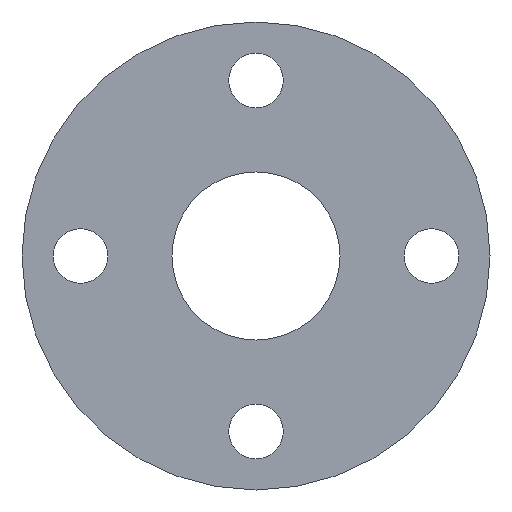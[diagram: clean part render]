
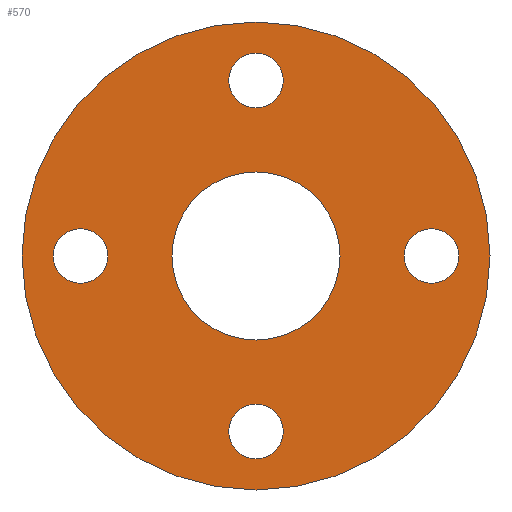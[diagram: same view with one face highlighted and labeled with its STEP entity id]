
A CAD part, front view. The second image highlights one B-rep face of the part: STEP entity #570.
In plain terms, the highlighted planar face has unit normal (0, -1, 0).
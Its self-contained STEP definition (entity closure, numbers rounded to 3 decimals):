
#1 = CARTESIAN_POINT ( 'NONE',  ( 0., 0., 0. ) ) ;
#2 = DIRECTION ( 'NONE',  ( 0., -1., 0. ) ) ;
#5 = CIRCLE ( 'NONE', #119, 21.55 ) ;
#9 = EDGE_LOOP ( 'NONE', ( #380, #107 ) ) ;
#11 = AXIS2_PLACEMENT_3D ( 'NONE', #151, #475, #425 ) ;
#15 = ORIENTED_EDGE ( 'NONE', *, *, #165, .F. ) ;
#33 = CIRCLE ( 'NONE', #11, 7. ) ;
#37 = DIRECTION ( 'NONE',  ( 0., -1., 0. ) ) ;
#40 = CARTESIAN_POINT ( 'NONE',  ( 0., 0., -45. ) ) ;
#50 = DIRECTION ( 'NONE',  ( 0., 0., 1. ) ) ;
#52 = AXIS2_PLACEMENT_3D ( 'NONE', #324, #97, #508 ) ;
#55 = FACE_BOUND ( 'NONE', #521, .T. ) ;
#58 = EDGE_CURVE ( 'NONE', #488, #299, #499, .T. ) ;
#63 = VERTEX_POINT ( 'NONE', #495 ) ;
#70 = FACE_BOUND ( 'NONE', #202, .T. ) ;
#92 = CIRCLE ( 'NONE', #170, 7. ) ;
#93 = AXIS2_PLACEMENT_3D ( 'NONE', #339, #37, #225 ) ;
#94 = CARTESIAN_POINT ( 'NONE',  ( 0., 0., 21.55 ) ) ;
#97 = DIRECTION ( 'NONE',  ( 0., -1., 0. ) ) ;
#101 = DIRECTION ( 'NONE',  ( 0., 0., -1. ) ) ;
#106 = VERTEX_POINT ( 'NONE', #315 ) ;
#107 = ORIENTED_EDGE ( 'NONE', *, *, #175, .F. ) ;
#108 = FACE_OUTER_BOUND ( 'NONE', #332, .T. ) ;
#119 = AXIS2_PLACEMENT_3D ( 'NONE', #559, #254, #147 ) ;
#120 = CARTESIAN_POINT ( 'NONE',  ( 0., 0., 0. ) ) ;
#121 = DIRECTION ( 'NONE',  ( 0., -1., 0. ) ) ;
#123 = CIRCLE ( 'NONE', #549, 21.55 ) ;
#137 = CIRCLE ( 'NONE', #270, 7. ) ;
#138 = CIRCLE ( 'NONE', #473, 60. ) ;
#147 = DIRECTION ( 'NONE',  ( 0., 0., 1. ) ) ;
#149 = ORIENTED_EDGE ( 'NONE', *, *, #534, .T. ) ;
#150 = DIRECTION ( 'NONE',  ( 0., 0., -1. ) ) ;
#151 = CARTESIAN_POINT ( 'NONE',  ( 0., 0., 45. ) ) ;
#156 = VERTEX_POINT ( 'NONE', #234 ) ;
#158 = CARTESIAN_POINT ( 'NONE',  ( 0., 0., -38. ) ) ;
#159 = ORIENTED_EDGE ( 'NONE', *, *, #176, .F. ) ;
#161 = CARTESIAN_POINT ( 'NONE',  ( 0., 0., 60. ) ) ;
#165 = EDGE_CURVE ( 'NONE', #518, #253, #452, .T. ) ;
#170 = AXIS2_PLACEMENT_3D ( 'NONE', #566, #199, #150 ) ;
#175 = EDGE_CURVE ( 'NONE', #156, #106, #240, .T. ) ;
#176 = EDGE_CURVE ( 'NONE', #253, #518, #187, .T. ) ;
#177 = DIRECTION ( 'NONE',  ( 0., 0., 1. ) ) ;
#183 = CARTESIAN_POINT ( 'NONE',  ( 0., 0., -60. ) ) ;
#186 = CARTESIAN_POINT ( 'NONE',  ( 0., 0., 0. ) ) ;
#187 = CIRCLE ( 'NONE', #539, 7. ) ;
#190 = ORIENTED_EDGE ( 'NONE', *, *, #543, .F. ) ;
#193 = DIRECTION ( 'NONE',  ( 0., -1., 0. ) ) ;
#194 = DIRECTION ( 'NONE',  ( 0., 0., 1. ) ) ;
#199 = DIRECTION ( 'NONE',  ( 0., -1., 0. ) ) ;
#202 = EDGE_LOOP ( 'NONE', ( #190, #207 ) ) ;
#207 = ORIENTED_EDGE ( 'NONE', *, *, #434, .F. ) ;
#208 = VERTEX_POINT ( 'NONE', #553 ) ;
#212 = EDGE_CURVE ( 'NONE', #106, #156, #558, .T. ) ;
#225 = DIRECTION ( 'NONE',  ( 0., 0., -1. ) ) ;
#231 = DIRECTION ( 'NONE',  ( 0., -1., 0. ) ) ;
#232 = CARTESIAN_POINT ( 'NONE',  ( 0., 0., 52. ) ) ;
#234 = CARTESIAN_POINT ( 'NONE',  ( 45., 0., 7. ) ) ;
#240 = CIRCLE ( 'NONE', #52, 7. ) ;
#244 = CARTESIAN_POINT ( 'NONE',  ( 0., 0., -52. ) ) ;
#246 = CARTESIAN_POINT ( 'NONE',  ( 0., 0., 38. ) ) ;
#249 = FACE_BOUND ( 'NONE', #567, .T. ) ;
#253 = VERTEX_POINT ( 'NONE', #244 ) ;
#254 = DIRECTION ( 'NONE',  ( 0., 1., 0. ) ) ;
#257 = PLANE ( 'NONE',  #477 ) ;
#258 = EDGE_CURVE ( 'NONE', #556, #351, #137, .T. ) ;
#270 = AXIS2_PLACEMENT_3D ( 'NONE', #279, #554, #512 ) ;
#279 = CARTESIAN_POINT ( 'NONE',  ( 0., 0., 45. ) ) ;
#286 = CARTESIAN_POINT ( 'NONE',  ( 0., 0., 60. ) ) ;
#294 = ORIENTED_EDGE ( 'NONE', *, *, #258, .F. ) ;
#299 = VERTEX_POINT ( 'NONE', #183 ) ;
#302 = ORIENTED_EDGE ( 'NONE', *, *, #382, .T. ) ;
#315 = CARTESIAN_POINT ( 'NONE',  ( 45., 0., -7. ) ) ;
#316 = EDGE_CURVE ( 'NONE', #299, #488, #138, .T. ) ;
#319 = CARTESIAN_POINT ( 'NONE',  ( 0., 0., -21.55 ) ) ;
#320 = DIRECTION ( 'NONE',  ( 0., 0., -1. ) ) ;
#324 = CARTESIAN_POINT ( 'NONE',  ( 45., 0., 0. ) ) ;
#332 = EDGE_LOOP ( 'NONE', ( #376, #503 ) ) ;
#339 = CARTESIAN_POINT ( 'NONE',  ( -45., 0., 0. ) ) ;
#351 = VERTEX_POINT ( 'NONE', #232 ) ;
#358 = AXIS2_PLACEMENT_3D ( 'NONE', #447, #121, #486 ) ;
#360 = DIRECTION ( 'NONE',  ( 0., 1., 0. ) ) ;
#362 = DIRECTION ( 'NONE',  ( 0., 0., -1. ) ) ;
#363 = DIRECTION ( 'NONE',  ( 0., 1., 0. ) ) ;
#366 = CIRCLE ( 'NONE', #93, 7. ) ;
#376 = ORIENTED_EDGE ( 'NONE', *, *, #58, .F. ) ;
#380 = ORIENTED_EDGE ( 'NONE', *, *, #212, .F. ) ;
#382 = EDGE_CURVE ( 'NONE', #466, #479, #123, .T. ) ;
#387 = EDGE_LOOP ( 'NONE', ( #159, #15 ) ) ;
#400 = AXIS2_PLACEMENT_3D ( 'NONE', #40, #231, #362 ) ;
#405 = CARTESIAN_POINT ( 'NONE',  ( 0., 0., -45. ) ) ;
#410 = EDGE_CURVE ( 'NONE', #351, #556, #33, .T. ) ;
#424 = FACE_BOUND ( 'NONE', #9, .T. ) ;
#425 = DIRECTION ( 'NONE',  ( 0., 0., -1. ) ) ;
#434 = EDGE_CURVE ( 'NONE', #208, #63, #366, .T. ) ;
#447 = CARTESIAN_POINT ( 'NONE',  ( 45., 0., 0. ) ) ;
#452 = CIRCLE ( 'NONE', #400, 7. ) ;
#466 = VERTEX_POINT ( 'NONE', #319 ) ;
#473 = AXIS2_PLACEMENT_3D ( 'NONE', #1, #360, #50 ) ;
#475 = DIRECTION ( 'NONE',  ( 0., -1., 0. ) ) ;
#477 = AXIS2_PLACEMENT_3D ( 'NONE', #286, #2, #101 ) ;
#479 = VERTEX_POINT ( 'NONE', #94 ) ;
#486 = DIRECTION ( 'NONE',  ( 0., 0., -1. ) ) ;
#488 = VERTEX_POINT ( 'NONE', #161 ) ;
#489 = DIRECTION ( 'NONE',  ( 0., 1., 0. ) ) ;
#495 = CARTESIAN_POINT ( 'NONE',  ( -45., 0., -7. ) ) ;
#499 = CIRCLE ( 'NONE', #541, 60. ) ;
#503 = ORIENTED_EDGE ( 'NONE', *, *, #316, .F. ) ;
#508 = DIRECTION ( 'NONE',  ( 0., 0., -1. ) ) ;
#512 = DIRECTION ( 'NONE',  ( 0., 0., -1. ) ) ;
#515 = FACE_BOUND ( 'NONE', #387, .T. ) ;
#518 = VERTEX_POINT ( 'NONE', #158 ) ;
#521 = EDGE_LOOP ( 'NONE', ( #294, #561 ) ) ;
#534 = EDGE_CURVE ( 'NONE', #479, #466, #5, .T. ) ;
#539 = AXIS2_PLACEMENT_3D ( 'NONE', #405, #193, #320 ) ;
#541 = AXIS2_PLACEMENT_3D ( 'NONE', #120, #489, #177 ) ;
#543 = EDGE_CURVE ( 'NONE', #63, #208, #92, .T. ) ;
#549 = AXIS2_PLACEMENT_3D ( 'NONE', #186, #363, #194 ) ;
#553 = CARTESIAN_POINT ( 'NONE',  ( -45., 0., 7. ) ) ;
#554 = DIRECTION ( 'NONE',  ( 0., -1., 0. ) ) ;
#556 = VERTEX_POINT ( 'NONE', #246 ) ;
#558 = CIRCLE ( 'NONE', #358, 7. ) ;
#559 = CARTESIAN_POINT ( 'NONE',  ( 0., 0., 0. ) ) ;
#561 = ORIENTED_EDGE ( 'NONE', *, *, #410, .F. ) ;
#566 = CARTESIAN_POINT ( 'NONE',  ( -45., 0., 0. ) ) ;
#567 = EDGE_LOOP ( 'NONE', ( #149, #302 ) ) ;
#570 = ADVANCED_FACE ( 'NONE', ( #424, #55, #70, #515, #249, #108 ), #257, .T. ) ;
